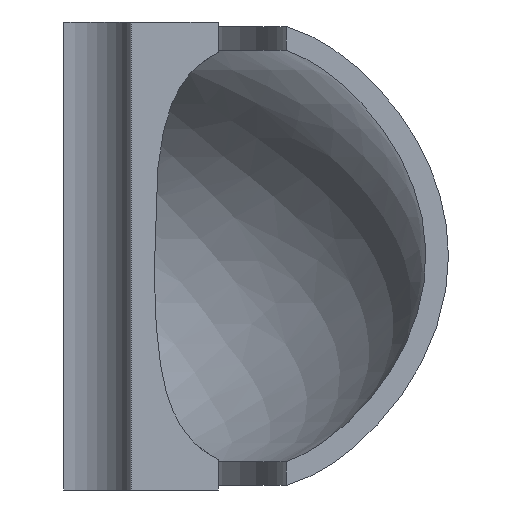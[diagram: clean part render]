
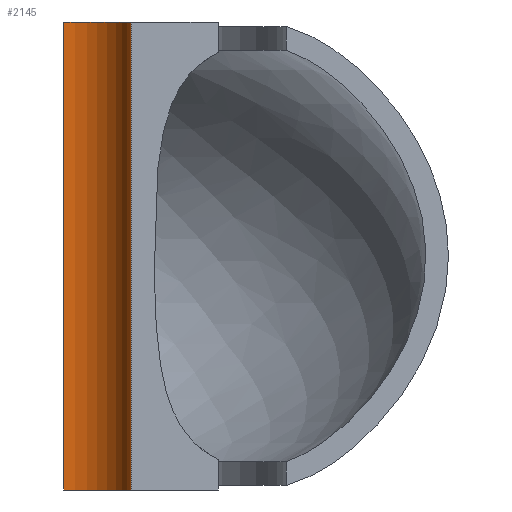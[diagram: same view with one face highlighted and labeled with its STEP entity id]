
A CAD part, front view. The second image highlights one B-rep face of the part: STEP entity #2145.
In plain terms, the highlighted cylindrical face has radius 90 mm (diameter 180 mm), a partial arc.
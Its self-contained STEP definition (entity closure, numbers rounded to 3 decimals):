
#1395 = PLANE('',#1396);
#1396 = AXIS2_PLACEMENT_3D('',#1397,#1398,#1399);
#1397 = CARTESIAN_POINT('',(402.862,0.,0.));
#1398 = DIRECTION('',(-0.,-1.,-0.));
#1399 = DIRECTION('',(0.,0.,-1.));
#1549 = VERTEX_POINT('',#1550);
#1550 = CARTESIAN_POINT('',(90.,0.,310.));
#1564 = PLANE('',#1565);
#1565 = AXIS2_PLACEMENT_3D('',#1566,#1567,#1568);
#1566 = CARTESIAN_POINT('',(0.,0.,310.));
#1567 = DIRECTION('',(0.,0.,1.));
#1568 = DIRECTION('',(1.,-0.,-0.));
#1576 = EDGE_CURVE('',#1577,#1549,#1579,.T.);
#1577 = VERTEX_POINT('',#1578);
#1578 = CARTESIAN_POINT('',(90.,0.,-310.));
#1579 = SURFACE_CURVE('',#1580,(#1584,#1591),.PCURVE_S1.);
#1580 = LINE('',#1581,#1582);
#1581 = CARTESIAN_POINT('',(90.,0.,-310.));
#1582 = VECTOR('',#1583,1.);
#1583 = DIRECTION('',(0.,0.,1.));
#1584 = PCURVE('',#1395,#1585);
#1585 = DEFINITIONAL_REPRESENTATION('',(#1586),#1590);
#1586 = LINE('',#1587,#1588);
#1587 = CARTESIAN_POINT('',(310.,-312.862));
#1588 = VECTOR('',#1589,1.);
#1589 = DIRECTION('',(-1.,0.));
#1590 = ( GEOMETRIC_REPRESENTATION_CONTEXT(2) 
PARAMETRIC_REPRESENTATION_CONTEXT() REPRESENTATION_CONTEXT('2D SPACE',''
  ) );
#1591 = PCURVE('',#1592,#1597);
#1592 = CYLINDRICAL_SURFACE('',#1593,90.);
#1593 = AXIS2_PLACEMENT_3D('',#1594,#1595,#1596);
#1594 = CARTESIAN_POINT('',(0.,0.,-310.));
#1595 = DIRECTION('',(0.,0.,1.));
#1596 = DIRECTION('',(1.,0.,0.));
#1597 = DEFINITIONAL_REPRESENTATION('',(#1598),#1602);
#1598 = LINE('',#1599,#1600);
#1599 = CARTESIAN_POINT('',(0.,0.));
#1600 = VECTOR('',#1601,1.);
#1601 = DIRECTION('',(0.,1.));
#1602 = ( GEOMETRIC_REPRESENTATION_CONTEXT(2) 
PARAMETRIC_REPRESENTATION_CONTEXT() REPRESENTATION_CONTEXT('2D SPACE',''
  ) );
#1620 = PLANE('',#1621);
#1621 = AXIS2_PLACEMENT_3D('',#1622,#1623,#1624);
#1622 = CARTESIAN_POINT('',(0.,0.,-310.));
#1623 = DIRECTION('',(0.,0.,1.));
#1624 = DIRECTION('',(1.,0.,0.));
#1855 = PLANE('',#1856);
#1856 = AXIS2_PLACEMENT_3D('',#1857,#1858,#1859);
#1857 = CARTESIAN_POINT('',(0.,402.862,
    0.));
#1858 = DIRECTION('',(1.,0.,0.));
#1859 = DIRECTION('',(0.,0.,-1.));
#2102 = VERTEX_POINT('',#2103);
#2103 = CARTESIAN_POINT('',(0.,90.,-310.));
#2124 = EDGE_CURVE('',#1577,#2102,#2125,.T.);
#2125 = SURFACE_CURVE('',#2126,(#2131,#2138),.PCURVE_S1.);
#2126 = CIRCLE('',#2127,90.);
#2127 = AXIS2_PLACEMENT_3D('',#2128,#2129,#2130);
#2128 = CARTESIAN_POINT('',(0.,0.,-310.));
#2129 = DIRECTION('',(0.,0.,1.));
#2130 = DIRECTION('',(1.,0.,0.));
#2131 = PCURVE('',#1620,#2132);
#2132 = DEFINITIONAL_REPRESENTATION('',(#2133),#2137);
#2133 = CIRCLE('',#2134,90.);
#2134 = AXIS2_PLACEMENT_2D('',#2135,#2136);
#2135 = CARTESIAN_POINT('',(0.,0.));
#2136 = DIRECTION('',(1.,0.));
#2137 = ( GEOMETRIC_REPRESENTATION_CONTEXT(2) 
PARAMETRIC_REPRESENTATION_CONTEXT() REPRESENTATION_CONTEXT('2D SPACE',''
  ) );
#2138 = PCURVE('',#1592,#2139);
#2139 = DEFINITIONAL_REPRESENTATION('',(#2140),#2144);
#2140 = LINE('',#2141,#2142);
#2141 = CARTESIAN_POINT('',(0.,0.));
#2142 = VECTOR('',#2143,1.);
#2143 = DIRECTION('',(1.,0.));
#2144 = ( GEOMETRIC_REPRESENTATION_CONTEXT(2) 
PARAMETRIC_REPRESENTATION_CONTEXT() REPRESENTATION_CONTEXT('2D SPACE',''
  ) );
#2145 = ADVANCED_FACE('',(#2146),#1592,.F.);
#2146 = FACE_BOUND('',#2147,.F.);
#2147 = EDGE_LOOP('',(#2148,#2149,#2172,#2194));
#2148 = ORIENTED_EDGE('',*,*,#2124,.T.);
#2149 = ORIENTED_EDGE('',*,*,#2150,.T.);
#2150 = EDGE_CURVE('',#2102,#2151,#2153,.T.);
#2151 = VERTEX_POINT('',#2152);
#2152 = CARTESIAN_POINT('',(0.,90.,310.));
#2153 = SURFACE_CURVE('',#2154,(#2158,#2165),.PCURVE_S1.);
#2154 = LINE('',#2155,#2156);
#2155 = CARTESIAN_POINT('',(0.,90.,-310.));
#2156 = VECTOR('',#2157,1.);
#2157 = DIRECTION('',(0.,0.,1.));
#2158 = PCURVE('',#1592,#2159);
#2159 = DEFINITIONAL_REPRESENTATION('',(#2160),#2164);
#2160 = LINE('',#2161,#2162);
#2161 = CARTESIAN_POINT('',(1.571,0.));
#2162 = VECTOR('',#2163,1.);
#2163 = DIRECTION('',(0.,1.));
#2164 = ( GEOMETRIC_REPRESENTATION_CONTEXT(2) 
PARAMETRIC_REPRESENTATION_CONTEXT() REPRESENTATION_CONTEXT('2D SPACE',''
  ) );
#2165 = PCURVE('',#1855,#2166);
#2166 = DEFINITIONAL_REPRESENTATION('',(#2167),#2171);
#2167 = LINE('',#2168,#2169);
#2168 = CARTESIAN_POINT('',(310.,-312.862));
#2169 = VECTOR('',#2170,1.);
#2170 = DIRECTION('',(-1.,0.));
#2171 = ( GEOMETRIC_REPRESENTATION_CONTEXT(2) 
PARAMETRIC_REPRESENTATION_CONTEXT() REPRESENTATION_CONTEXT('2D SPACE',''
  ) );
#2172 = ORIENTED_EDGE('',*,*,#2173,.F.);
#2173 = EDGE_CURVE('',#1549,#2151,#2174,.T.);
#2174 = SURFACE_CURVE('',#2175,(#2180,#2187),.PCURVE_S1.);
#2175 = CIRCLE('',#2176,90.);
#2176 = AXIS2_PLACEMENT_3D('',#2177,#2178,#2179);
#2177 = CARTESIAN_POINT('',(0.,0.,310.));
#2178 = DIRECTION('',(0.,0.,1.));
#2179 = DIRECTION('',(1.,0.,0.));
#2180 = PCURVE('',#1592,#2181);
#2181 = DEFINITIONAL_REPRESENTATION('',(#2182),#2186);
#2182 = LINE('',#2183,#2184);
#2183 = CARTESIAN_POINT('',(0.,620.));
#2184 = VECTOR('',#2185,1.);
#2185 = DIRECTION('',(1.,0.));
#2186 = ( GEOMETRIC_REPRESENTATION_CONTEXT(2) 
PARAMETRIC_REPRESENTATION_CONTEXT() REPRESENTATION_CONTEXT('2D SPACE',''
  ) );
#2187 = PCURVE('',#1564,#2188);
#2188 = DEFINITIONAL_REPRESENTATION('',(#2189),#2193);
#2189 = CIRCLE('',#2190,90.);
#2190 = AXIS2_PLACEMENT_2D('',#2191,#2192);
#2191 = CARTESIAN_POINT('',(0.,0.));
#2192 = DIRECTION('',(1.,-0.));
#2193 = ( GEOMETRIC_REPRESENTATION_CONTEXT(2) 
PARAMETRIC_REPRESENTATION_CONTEXT() REPRESENTATION_CONTEXT('2D SPACE',''
  ) );
#2194 = ORIENTED_EDGE('',*,*,#1576,.F.);
